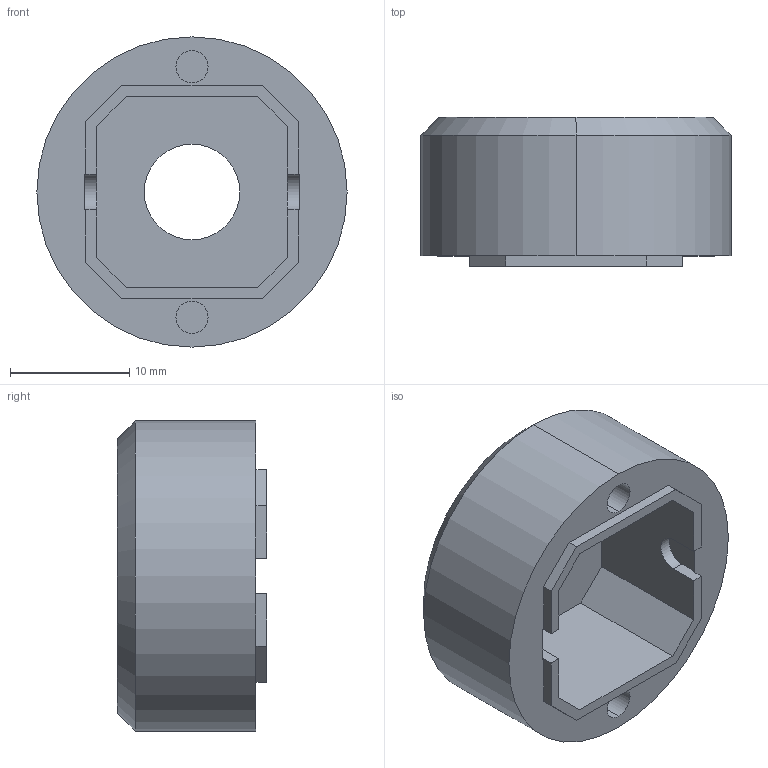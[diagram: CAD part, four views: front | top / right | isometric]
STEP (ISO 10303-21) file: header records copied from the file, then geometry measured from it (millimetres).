
FILE_DESCRIPTION(('STEP AP214'),'1');
FILE_NAME('Diff Case.Shape 2.stp','2013-09-17T19:25:49',(' '),(' '),'Spatial InterOp 3D',' ',' ');
FILE_SCHEMA(('automotive_design'));
Length unit declared in the file: millimetre
Products named in the file (1): Diff Case.Shape 2
Bounding box: 26 x 12.5 x 26 mm (x, y, z)
Volume: 3490.8 mm3; surface area: 2705.1 mm2
Topology: 1 solids, 1 shells, 43 faces, 112 edges, 74 vertices
Faces by surface type: plane 31, cylinder 10, cone 2
Entity records: 1676 total; most frequent: CARTESIAN_POINT 230, ORIENTED_EDGE 224, DIRECTION 222, EDGE_CURVE 112, LINE 90, VECTOR 90, VERTEX_POINT 74, AXIS2_PLACEMENT_3D 66
